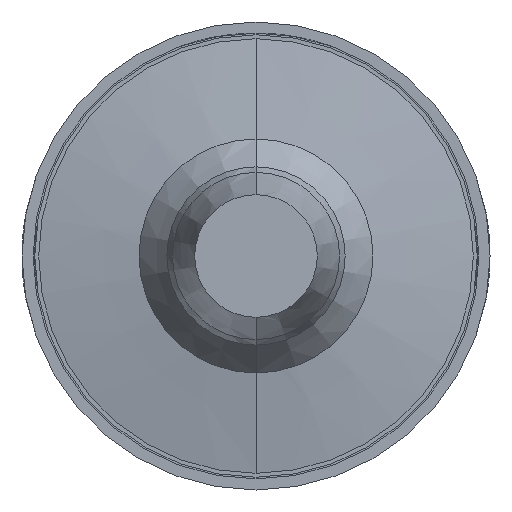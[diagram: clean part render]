
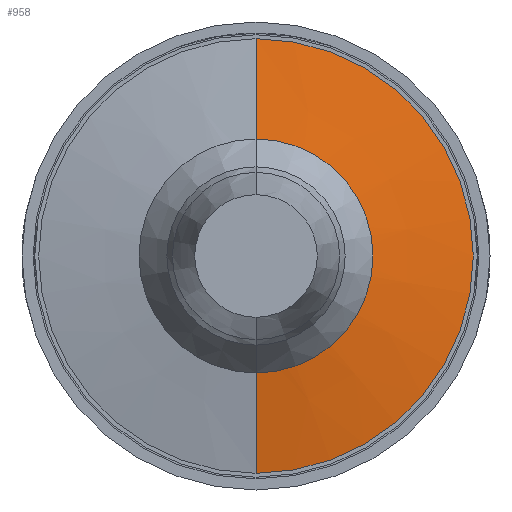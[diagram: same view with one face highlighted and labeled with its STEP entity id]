
A CAD part, front view. The second image highlights one B-rep face of the part: STEP entity #958.
In plain terms, the highlighted conical face has half-angle 80.134 degrees and reference radius 0.8 mm.
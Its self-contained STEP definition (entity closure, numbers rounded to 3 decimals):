
#71 = ORIENTED_EDGE ( 'NONE', *, *, #5133, .F. ) ;
#110 = CARTESIAN_POINT ( 'NONE',  ( 0., -29.9, 0. ) ) ;
#285 = CARTESIAN_POINT ( 'NONE',  ( 0., -29.9, 0. ) ) ;
#498 = VECTOR ( 'NONE', #3517, 1000. ) ;
#510 = CARTESIAN_POINT ( 'NONE',  ( 0., -29.7, 0. ) ) ;
#649 = CARTESIAN_POINT ( 'NONE',  ( 0., -29.9, 0.8 ) ) ;
#688 = DIRECTION ( 'NONE',  ( 0., -1., 0. ) ) ;
#736 = DIRECTION ( 'NONE',  ( 0., 0., -1. ) ) ;
#774 = VERTEX_POINT ( 'NONE', #3201 ) ;
#899 = CARTESIAN_POINT ( 'NONE',  ( 0., -29.9, -0.8 ) ) ;
#945 = FACE_OUTER_BOUND ( 'NONE', #2241, .T. ) ;
#958 = ADVANCED_FACE ( 'Defeature ausgef�hrt1_33', ( #945 ), #1531, .T. ) ;
#1531 = CONICAL_SURFACE ( 'NONE', #4229, 0.8, 1.399 ) ;
#1694 = EDGE_CURVE ( 'Defeature ausgef�hrt1_33+Defeature ausgef�hrt1_34+Defeature ausgef�hrt1_34+Defeature ausgef�hrt1_34', #1728, #3911, #3500, .T. ) ;
#1728 = VERTEX_POINT ( 'NONE', #2534 ) ;
#1910 = CARTESIAN_POINT ( 'NONE',  ( 0., -29.7, 1.95 ) ) ;
#2241 = EDGE_LOOP ( 'NONE', ( #3024, #2858, #4249, #71 ) ) ;
#2486 = VECTOR ( 'NONE', #3752, 1000. ) ;
#2534 = CARTESIAN_POINT ( 'NONE',  ( 0., -29.7, -1.95 ) ) ;
#2858 = ORIENTED_EDGE ( 'NONE', *, *, #4862, .T. ) ;
#2935 = LINE ( 'NONE', #649, #498 ) ;
#2957 = DIRECTION ( 'NONE',  ( 0., 0., 1. ) ) ;
#2967 = AXIS2_PLACEMENT_3D ( 'NONE', #510, #4991, #4190 ) ;
#3024 = ORIENTED_EDGE ( 'NONE', *, *, #4005, .F. ) ;
#3201 = CARTESIAN_POINT ( 'NONE',  ( 0., -29.9, 0.8 ) ) ;
#3500 = CIRCLE ( 'NONE', #2967, 1.95 ) ;
#3517 = DIRECTION ( 'NONE',  ( 0., 0.171, 0.985 ) ) ;
#3610 = CIRCLE ( 'NONE', #4787, 0.8 ) ;
#3752 = DIRECTION ( 'NONE',  ( 0., 0.171, -0.985 ) ) ;
#3911 = VERTEX_POINT ( 'NONE', #1910 ) ;
#4005 = EDGE_CURVE ( 'Defeature ausgef�hrt1_32+Defeature ausgef�hrt1_33+Defeature ausgef�hrt1_33+Defeature ausgef�hrt1_33', #4700, #774, #3610, .T. ) ;
#4190 = DIRECTION ( 'NONE',  ( 0., 0., -1. ) ) ;
#4229 = AXIS2_PLACEMENT_3D ( 'NONE', #110, #4657, #2957 ) ;
#4249 = ORIENTED_EDGE ( 'NONE', *, *, #1694, .T. ) ;
#4582 = CARTESIAN_POINT ( 'NONE',  ( 0., -29.9, -0.8 ) ) ;
#4657 = DIRECTION ( 'NONE',  ( 0., 1., 0. ) ) ;
#4700 = VERTEX_POINT ( 'NONE', #899 ) ;
#4787 = AXIS2_PLACEMENT_3D ( 'NONE', #285, #688, #736 ) ;
#4862 = EDGE_CURVE ( 'NONE', #4700, #1728, #4960, .T. ) ;
#4960 = LINE ( 'NONE', #4582, #2486 ) ;
#4991 = DIRECTION ( 'NONE',  ( 0., -1., 0. ) ) ;
#5133 = EDGE_CURVE ( 'NONE', #774, #3911, #2935, .T. ) ;
